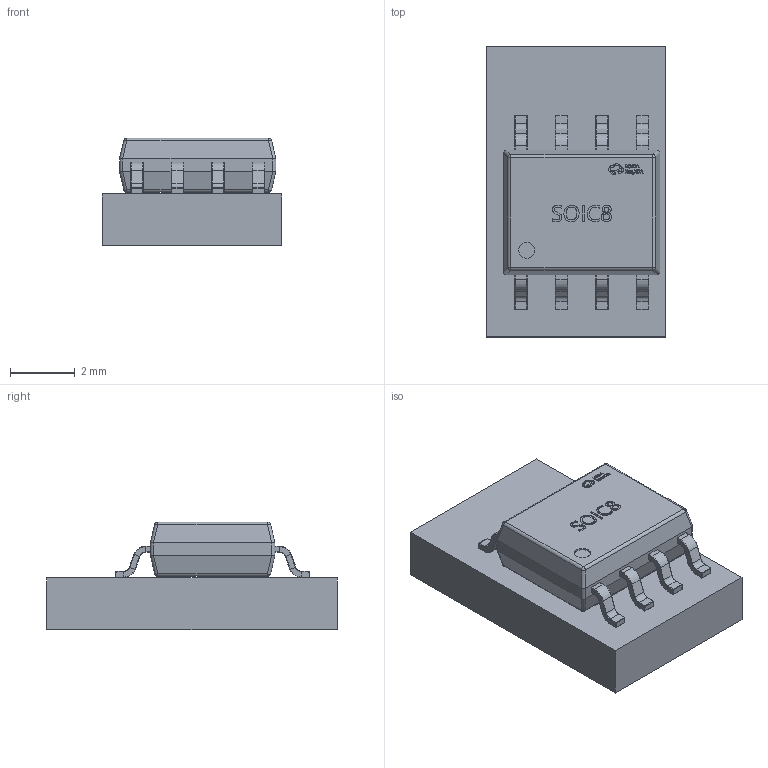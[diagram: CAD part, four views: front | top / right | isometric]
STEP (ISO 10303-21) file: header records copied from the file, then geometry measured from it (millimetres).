
FILE_DESCRIPTION(('Designed by EasyEDA Pro'),'2;1');
FILE_NAME('Open CASCADE Shape Model','2022-11-22T17:48:55',('Author'),( 'Open CASCADE'),'Open CASCADE STEP processor 7.6','Open CASCADE 7.6' ,'Unknown');
FILE_SCHEMA(('AUTOMOTIVE_DESIGN { 1 0 10303 214 1 1 1 1 }'));
Length unit declared in the file: millimetre
Products named in the file (5): PCBModel; COMPOUND; U1; SOIC-8_L4.9-W3.9-P1.27-LS6.0-BL
Assembly tree (4 placements, depth 4):
  PCBModel
    COMPOUND
    U1
      SOIC-8_L4.9-W3.9-P1.27-LS6.0-BL
        COMPOUND
Bounding box: 5.53 x 8.94 x 3.32 mm (x, y, z)
Volume: 109.2 mm3; surface area: 220.4 mm2
Topology: 23 solids, 23 shells, 817 faces, 1905 edges, 1134 vertices
Faces by surface type: plane 359, cylinder 190, bspline 156, torus 64, sphere 48
Entity records: 34293 total; most frequent: CARTESIAN_POINT 8897, ORIENTED_EDGE 3778, DIRECTION 3333, EDGE_CURVE 1889, VERTEX_POINT 1134, AXIS2_PLACEMENT_3D 1118, LINE 1097, VECTOR 1097
